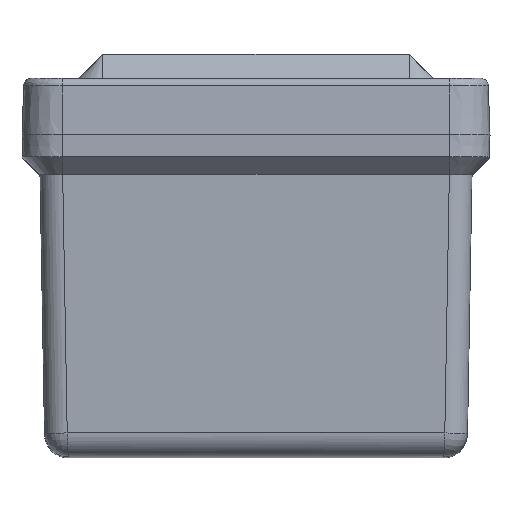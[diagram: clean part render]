
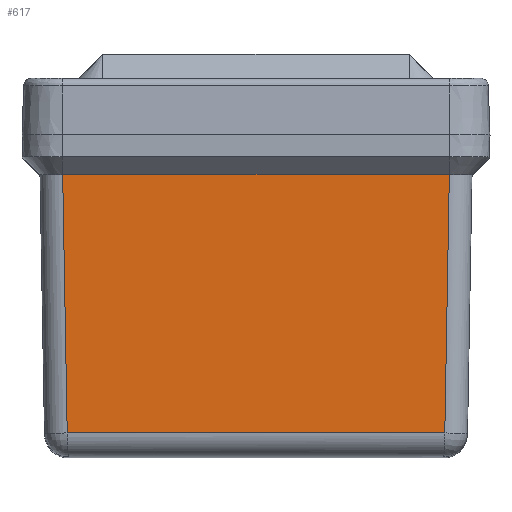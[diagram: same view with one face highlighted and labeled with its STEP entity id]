
A CAD part, top view. The second image highlights one B-rep face of the part: STEP entity #617.
In plain terms, the highlighted planar face has unit normal (0, -0.018, 1).
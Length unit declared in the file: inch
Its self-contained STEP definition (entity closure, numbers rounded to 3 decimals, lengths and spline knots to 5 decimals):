
#306 = FACE_OUTER_BOUND ( 'NONE', #15420, .T. ) ;
#617 = ADVANCED_FACE ( 'NONE', ( #306 ), #7629, .T. ) ;
#664 = DIRECTION ( 'NONE',  ( -1., 0., 0. ) ) ;
#761 = AXIS2_PLACEMENT_3D ( 'NONE', #17173, #2797, #7901 ) ;
#1528 = LINE ( 'NONE', #3544, #12222 ) ;
#1814 = DIRECTION ( 'NONE',  ( 0.017, 1., 0.017 ) ) ;
#2797 = DIRECTION ( 'NONE',  ( 0., -0.017, 1. ) ) ;
#3544 = CARTESIAN_POINT ( 'NONE',  ( 0.75, 0.18423, 2.81149 ) ) ;
#5406 = EDGE_CURVE ( 'NONE', #16909, #15078, #18140, .T. ) ;
#5562 = ORIENTED_EDGE ( 'NONE', *, *, #15831, .F. ) ;
#5836 = VECTOR ( 'NONE', #664, 39.37008 ) ;
#6630 = CARTESIAN_POINT ( 'NONE',  ( 1.5, 2.1863, 2.84644 ) ) ;
#7137 = EDGE_CURVE ( 'NONE', #15078, #8977, #10041, .T. ) ;
#7629 = PLANE ( 'NONE',  #761 ) ;
#7901 = DIRECTION ( 'NONE',  ( 0., -1., -0.017 ) ) ;
#8214 = LINE ( 'NONE', #13876, #16378 ) ;
#8977 = VERTEX_POINT ( 'NONE', #11010 ) ;
#9117 = DIRECTION ( 'NONE',  ( 0.017, -1., -0.017 ) ) ;
#9530 = ORIENTED_EDGE ( 'NONE', *, *, #7137, .T. ) ;
#10041 = LINE ( 'NONE', #6630, #5836 ) ;
#10271 = VERTEX_POINT ( 'NONE', #10351 ) ;
#10351 = CARTESIAN_POINT ( 'NONE',  ( -1.46247, 0.18423, 2.81149 ) ) ;
#10429 = ORIENTED_EDGE ( 'NONE', *, *, #5406, .T. ) ;
#10664 = VECTOR ( 'NONE', #1814, 39.37008 ) ;
#11010 = CARTESIAN_POINT ( 'NONE',  ( -1.49742, 2.1863, 2.84644 ) ) ;
#11741 = DIRECTION ( 'NONE',  ( -1., 0., 0. ) ) ;
#12222 = VECTOR ( 'NONE', #11741, 39.37008 ) ;
#12387 = CARTESIAN_POINT ( 'NONE',  ( 1.49742, 2.1863, 2.84644 ) ) ;
#13876 = CARTESIAN_POINT ( 'NONE',  ( -1.49742, 2.1863, 2.84644 ) ) ;
#15078 = VERTEX_POINT ( 'NONE', #12387 ) ;
#15420 = EDGE_LOOP ( 'NONE', ( #9530, #20455, #5562, #10429 ) ) ;
#15831 = EDGE_CURVE ( 'NONE', #16909, #10271, #1528, .T. ) ;
#16378 = VECTOR ( 'NONE', #9117, 39.37008 ) ;
#16909 = VERTEX_POINT ( 'NONE', #18398 ) ;
#17173 = CARTESIAN_POINT ( 'NONE',  ( 1.5, 2.1863, 2.84644 ) ) ;
#17632 = EDGE_CURVE ( 'NONE', #8977, #10271, #8214, .T. ) ;
#17737 = CARTESIAN_POINT ( 'NONE',  ( 1.46247, 0.18423, 2.81149 ) ) ;
#18140 = LINE ( 'NONE', #17737, #10664 ) ;
#18398 = CARTESIAN_POINT ( 'NONE',  ( 1.46247, 0.18423, 2.81149 ) ) ;
#20455 = ORIENTED_EDGE ( 'NONE', *, *, #17632, .T. ) ;
